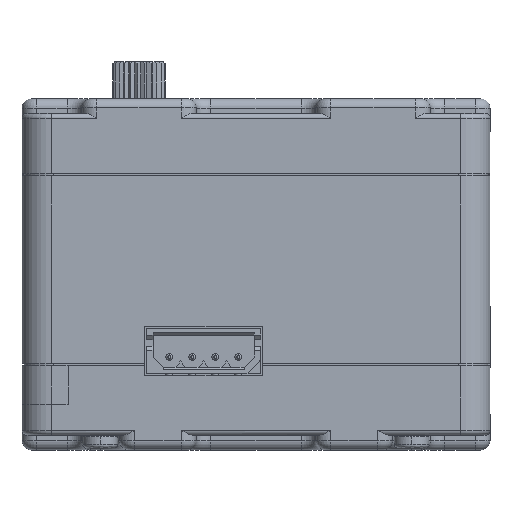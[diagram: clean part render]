
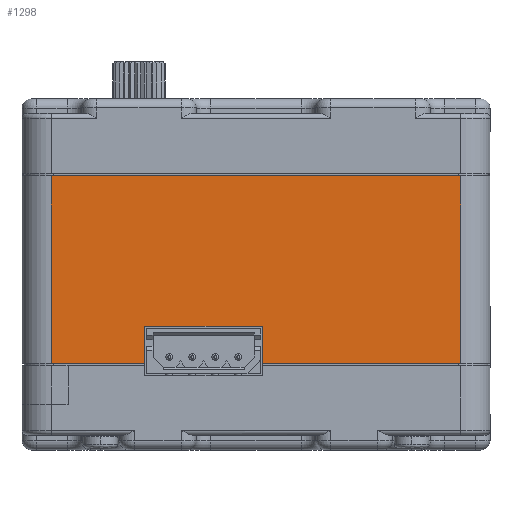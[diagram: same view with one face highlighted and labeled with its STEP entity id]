
A CAD part, top view. The second image highlights one B-rep face of the part: STEP entity #1298.
In plain terms, the highlighted planar face has unit normal (0, 0, 1).
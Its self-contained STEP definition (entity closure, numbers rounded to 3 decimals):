
#465 = VERTEX_POINT ( 'NONE', #17053 ) ;
#1298 = ADVANCED_FACE ( 'NONE', ( #34064 ), #40380, .F. ) ;
#2490 = LINE ( 'NONE', #34465, #3474 ) ;
#3296 = ORIENTED_EDGE ( 'NONE', *, *, #5239, .T. ) ;
#3299 = LINE ( 'NONE', #32624, #10810 ) ;
#3474 = VECTOR ( 'NONE', #25394, 1000. ) ;
#3595 = VERTEX_POINT ( 'NONE', #25369 ) ;
#4184 = DIRECTION ( 'NONE',  ( 0., -1., 0. ) ) ;
#4379 = DIRECTION ( 'NONE',  ( -1., 0., 0. ) ) ;
#4811 = EDGE_CURVE ( 'NONE', #3595, #465, #3299, .T. ) ;
#4877 = LINE ( 'NONE', #23570, #22931 ) ;
#5136 = ORIENTED_EDGE ( 'NONE', *, *, #19006, .F. ) ;
#5239 = EDGE_CURVE ( 'NONE', #27399, #27091, #31305, .T. ) ;
#5471 = VECTOR ( 'NONE', #31946, 1000. ) ;
#6991 = LINE ( 'NONE', #8023, #11462 ) ;
#8023 = CARTESIAN_POINT ( 'NONE',  ( 0.7, -5.62, 12.7 ) ) ;
#8158 = DIRECTION ( 'NONE',  ( 0., 1., 0. ) ) ;
#8709 = ORIENTED_EDGE ( 'NONE', *, *, #17768, .F. ) ;
#10674 = VECTOR ( 'NONE', #39946, 1000. ) ;
#10810 = VECTOR ( 'NONE', #4184, 1000. ) ;
#11462 = VECTOR ( 'NONE', #8158, 1000. ) ;
#11533 = CARTESIAN_POINT ( 'NONE',  ( -12.1, -5.62, 12.7 ) ) ;
#11567 = CARTESIAN_POINT ( 'NONE',  ( -25.4, 10.67, 12.7 ) ) ;
#12235 = DIRECTION ( 'NONE',  ( 0., 1., 0. ) ) ;
#13766 = VECTOR ( 'NONE', #12235, 1000. ) ;
#14233 = ORIENTED_EDGE ( 'NONE', *, *, #37682, .F. ) ;
#14534 = VERTEX_POINT ( 'NONE', #33384 ) ;
#16048 = CARTESIAN_POINT ( 'NONE',  ( 0.7, -5.62, 12.7 ) ) ;
#17053 = CARTESIAN_POINT ( 'NONE',  ( -22.225, -9.67, 12.7 ) ) ;
#17768 = EDGE_CURVE ( 'NONE', #14534, #465, #2490, .T. ) ;
#19006 = EDGE_CURVE ( 'NONE', #21490, #28862, #6991, .T. ) ;
#19200 = LINE ( 'NONE', #11533, #10674 ) ;
#21146 = CARTESIAN_POINT ( 'NONE',  ( -12.1, -5.62, 12.7 ) ) ;
#21233 = DIRECTION ( 'NONE',  ( 0., 0., -1. ) ) ;
#21374 = DIRECTION ( 'NONE',  ( -1., 0., 0. ) ) ;
#21490 = VERTEX_POINT ( 'NONE', #40216 ) ;
#22149 = ORIENTED_EDGE ( 'NONE', *, *, #23826, .F. ) ;
#22931 = VECTOR ( 'NONE', #4379, 1000. ) ;
#23570 = CARTESIAN_POINT ( 'NONE',  ( -12.1, -5.62, 12.7 ) ) ;
#23661 = EDGE_LOOP ( 'NONE', ( #8709, #22149, #34287, #5136, #14233, #3296, #34125, #27551 ) ) ;
#23826 = EDGE_CURVE ( 'NONE', #25481, #14534, #19200, .T. ) ;
#25369 = CARTESIAN_POINT ( 'NONE',  ( -22.225, 10.67, 12.7 ) ) ;
#25394 = DIRECTION ( 'NONE',  ( -1., 0., 0. ) ) ;
#25481 = VERTEX_POINT ( 'NONE', #21146 ) ;
#26650 = CARTESIAN_POINT ( 'NONE',  ( 22.225, 10.67, 12.7 ) ) ;
#26951 = VECTOR ( 'NONE', #27286, 1000. ) ;
#27091 = VERTEX_POINT ( 'NONE', #26650 ) ;
#27286 = DIRECTION ( 'NONE',  ( 1., 0., 0. ) ) ;
#27399 = VERTEX_POINT ( 'NONE', #34587 ) ;
#27551 = ORIENTED_EDGE ( 'NONE', *, *, #4811, .T. ) ;
#28862 = VERTEX_POINT ( 'NONE', #16048 ) ;
#29727 = EDGE_CURVE ( 'NONE', #3595, #27091, #38951, .T. ) ;
#31305 = LINE ( 'NONE', #34936, #13766 ) ;
#31806 = CARTESIAN_POINT ( 'NONE',  ( -25.4, -9.67, 12.7 ) ) ;
#31946 = DIRECTION ( 'NONE',  ( -1., 0., 0. ) ) ;
#32624 = CARTESIAN_POINT ( 'NONE',  ( -22.225, 19.05, 12.7 ) ) ;
#33384 = CARTESIAN_POINT ( 'NONE',  ( -12.1, -9.67, 12.7 ) ) ;
#34064 = FACE_OUTER_BOUND ( 'NONE', #23661, .T. ) ;
#34125 = ORIENTED_EDGE ( 'NONE', *, *, #29727, .F. ) ;
#34287 = ORIENTED_EDGE ( 'NONE', *, *, #39239, .F. ) ;
#34465 = CARTESIAN_POINT ( 'NONE',  ( -25.4, -9.67, 12.7 ) ) ;
#34587 = CARTESIAN_POINT ( 'NONE',  ( 22.225, -9.67, 12.7 ) ) ;
#34936 = CARTESIAN_POINT ( 'NONE',  ( 22.225, 19.05, 12.7 ) ) ;
#36025 = AXIS2_PLACEMENT_3D ( 'NONE', #37480, #21233, #21374 ) ;
#37480 = CARTESIAN_POINT ( 'NONE',  ( 25.4, 19.05, 12.7 ) ) ;
#37682 = EDGE_CURVE ( 'NONE', #27399, #21490, #40002, .T. ) ;
#38951 = LINE ( 'NONE', #11567, #26951 ) ;
#39239 = EDGE_CURVE ( 'NONE', #28862, #25481, #4877, .T. ) ;
#39946 = DIRECTION ( 'NONE',  ( 0., -1., 0. ) ) ;
#40002 = LINE ( 'NONE', #31806, #5471 ) ;
#40216 = CARTESIAN_POINT ( 'NONE',  ( 0.7, -9.67, 12.7 ) ) ;
#40380 = PLANE ( 'NONE',  #36025 ) ;
